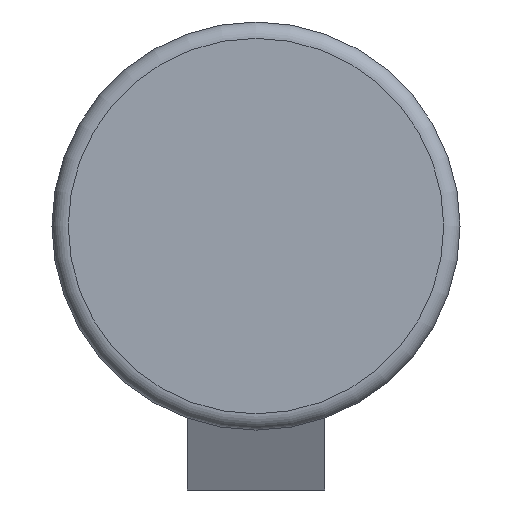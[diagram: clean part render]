
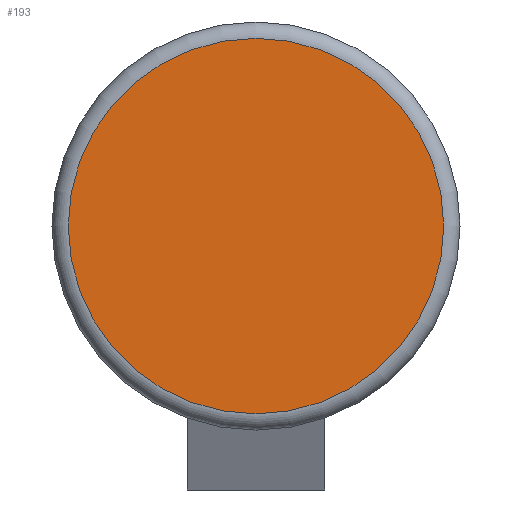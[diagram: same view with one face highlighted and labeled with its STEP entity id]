
A CAD part, left-side view. The second image highlights one B-rep face of the part: STEP entity #193.
In plain terms, the highlighted planar face has unit normal (-1, 0, 0).
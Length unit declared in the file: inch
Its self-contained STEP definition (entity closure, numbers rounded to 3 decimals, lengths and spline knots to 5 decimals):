
#26=CIRCLE('',#231,0.345);
#40=FACE_OUTER_BOUND('',#51,.T.);
#51=EDGE_LOOP('',(#162));
#94=VERTEX_POINT('',#362);
#118=EDGE_CURVE('',#94,#94,#26,.T.);
#162=ORIENTED_EDGE('',*,*,#118,.F.);
#185=PLANE('',#230);
#193=ADVANCED_FACE('',(#40),#185,.T.);
#230=AXIS2_PLACEMENT_3D('',#361,#280,#281);
#231=AXIS2_PLACEMENT_3D('',#363,#282,#283);
#280=DIRECTION('center_axis',(-1.,0.,0.));
#281=DIRECTION('ref_axis',(0.,0.,1.));
#282=DIRECTION('center_axis',(1.,0.,0.));
#283=DIRECTION('ref_axis',(0.,0.,-1.));
#361=CARTESIAN_POINT('Origin',(-5.,0.345,0.));
#362=CARTESIAN_POINT('',(-5.,0.,0.345));
#363=CARTESIAN_POINT('Origin',(-5.,0.,0.));
